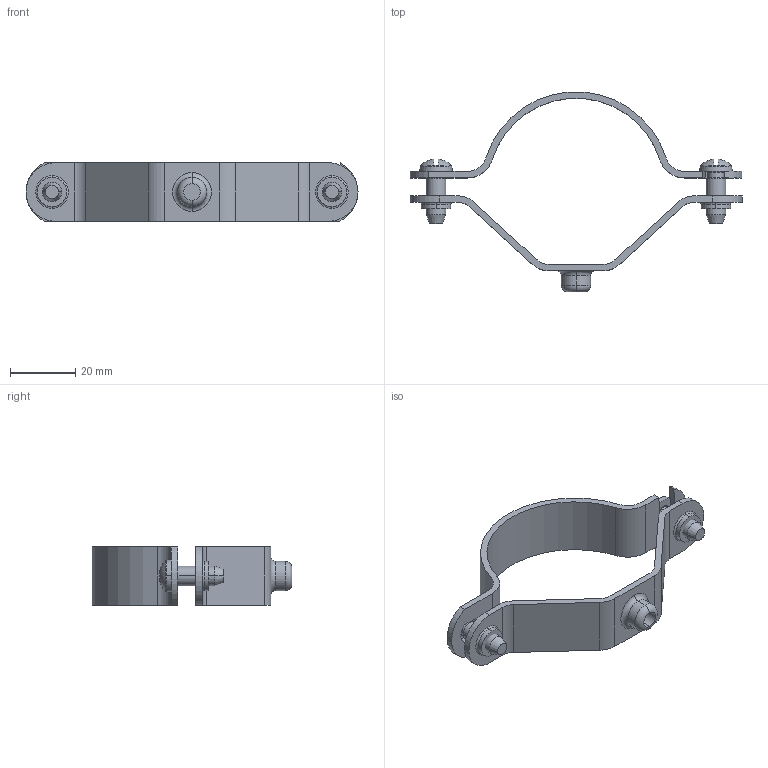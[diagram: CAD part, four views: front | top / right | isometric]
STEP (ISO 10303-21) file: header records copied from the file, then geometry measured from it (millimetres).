
FILE_DESCRIPTION (( 'STEP AP214' ), '1' );
FILE_NAME ('1383426.stp', '2017-12-01T08:41:55', ( '' ), ( '' ), 'SwSTEP 2.0', 'SolidWorks 2016', '' );
FILE_SCHEMA (( 'AUTOMOTIVE_DESIGN' ));
Length unit declared in the file: millimetre
Products named in the file (4): BW002_M6 x 16; EM633-01-01_Standard; EM460-42-01_Standard; 1383426
Assembly tree (4 placements, depth 2):
  1383426
    EM460-42-01_Standard
    EM633-01-01_Standard
    BW002_M6 x 16  x2
Bounding box: 102 x 61.4 x 18 mm (x, y, z)
Volume: 9660.4 mm3; surface area: 10781.1 mm2
Topology: 4 solids, 4 shells, 181 faces, 447 edges, 276 vertices
Faces by surface type: plane 90, cylinder 41, torus 26, cone 20, sphere 4
Entity records: 3957 total; most frequent: DIRECTION 725, CARTESIAN_POINT 687, ORIENTED_EDGE 622, EDGE_CURVE 311, AXIS2_PLACEMENT_3D 297, VERTEX_POINT 195, CIRCLE 164, EDGE_LOOP 138
